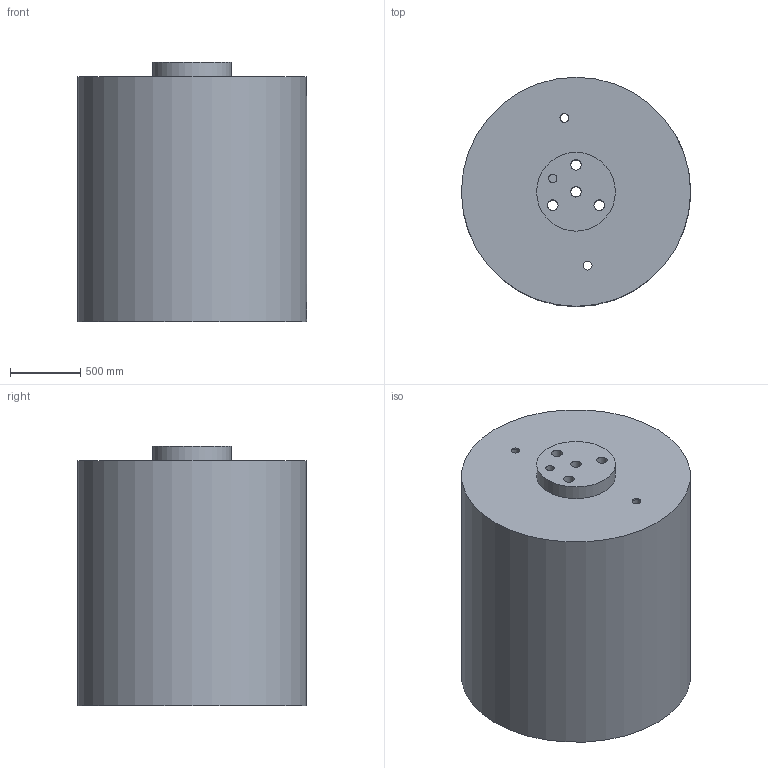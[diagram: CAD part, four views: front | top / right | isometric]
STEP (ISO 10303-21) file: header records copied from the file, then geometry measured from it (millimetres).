
FILE_DESCRIPTION(/* description */ ('STEP AP214'),/* implementation_level */ '2;1');
FILE_NAME(/* name */ '6138afee03ce10062830f558',/* time_stamp */ '2021-09-08T12:43:27+00:00',/* author */ (''),/* organization */ (''),/* preprocessor_version */ 'ST-DEVELOPER v18.1',/* originating_system */ ' ',/* authorisation */ ' ');
FILE_SCHEMA (('AUTOMOTIVE_DESIGN {1 0 10303 214 3 1 1}'));
Length unit declared in the file: metre
Products named in the file (1): helium 2
Bounding box: 1625.6 x 1625.6 x 1841.5 mm (x, y, z)
Volume: 1901090583 mm3; surface area: 23429038.1 mm2
Topology: 1 solids, 1 shells, 207 faces, 546 edges, 353 vertices
Faces by surface type: cylinder 82, plane 80, bspline 27, torus 12, cone 6
Full cylindrical faces by diameter (mm): 25.4 x6, 31.369 x6, 32.956 x6, 33.401 x8, 48.26 x4, 60.325 x7, 61.912 x1, 62.484 x2, 75.438 x10, 76.2 x12, 88.9 x2, 137.583 x1, 243.417 x1, 558.8 x1, 675.64 x1, 1309.687 x1, 1625.6 x1
Entity records: 13091 total; most frequent: CARTESIAN_POINT 8779, DIRECTION 828, ORIENTED_EDGE 716, EDGE_LOOP 416, FACE_BOUND 416, EDGE_CURVE 358, AXIS2_PLACEMENT_3D 344, VERTEX_POINT 290
